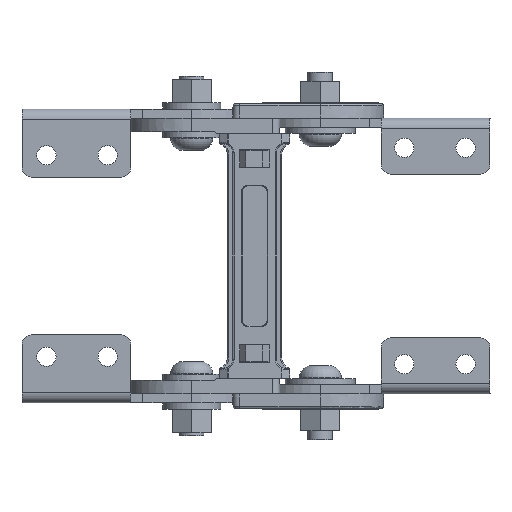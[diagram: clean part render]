
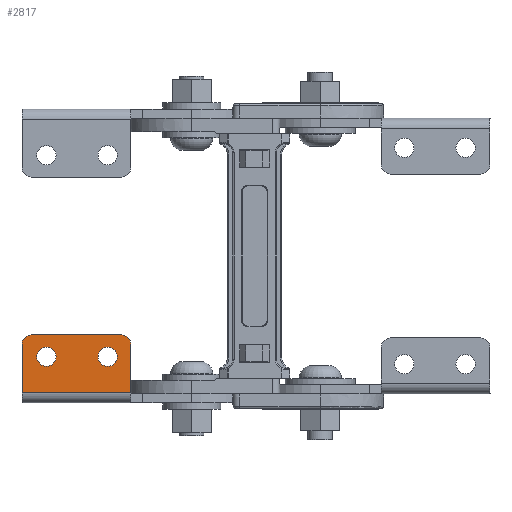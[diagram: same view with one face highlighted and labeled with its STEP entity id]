
A CAD part, front view. The second image highlights one B-rep face of the part: STEP entity #2817.
In plain terms, the highlighted planar face has unit normal (0, -1, 0).
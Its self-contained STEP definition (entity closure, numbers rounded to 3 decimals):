
#329 = ORIENTED_EDGE ( 'NONE', *, *, #27633, .F. ) ;
#858 = DIRECTION ( 'NONE',  ( 1., 0., 0. ) ) ;
#2240 = EDGE_CURVE ( 'NONE', #23534, #3938, #5995, .T. ) ;
#2622 = ORIENTED_EDGE ( 'NONE', *, *, #11501, .F. ) ;
#2630 = CARTESIAN_POINT ( 'NONE',  ( -106.656, -19.759, 31.409 ) ) ;
#2751 = VERTEX_POINT ( 'NONE', #8563 ) ;
#2817 = ADVANCED_FACE ( 'NONE', ( #8166, #25660, #43222 ), #13430, .F. ) ;
#2912 = CIRCLE ( 'NONE', #27370, 3.15 ) ;
#3072 = VECTOR ( 'NONE', #34163, 1000. ) ;
#3733 = ORIENTED_EDGE ( 'NONE', *, *, #6717, .T. ) ;
#3938 = VERTEX_POINT ( 'NONE', #11297 ) ;
#4385 = EDGE_LOOP ( 'NONE', ( #3733, #32112 ) ) ;
#5026 = ORIENTED_EDGE ( 'NONE', *, *, #6182, .T. ) ;
#5995 = CIRCLE ( 'NONE', #22255, 3.15 ) ;
#6182 = EDGE_CURVE ( 'NONE', #32256, #2751, #24388, .T. ) ;
#6598 = CARTESIAN_POINT ( 'NONE',  ( -126.656, -19.759, 31.409 ) ) ;
#6717 = EDGE_CURVE ( 'NONE', #30526, #25596, #42475, .T. ) ;
#7188 = CARTESIAN_POINT ( 'NONE',  ( -103.506, -19.759, 31.409 ) ) ;
#7285 = EDGE_CURVE ( 'NONE', #3938, #23534, #2912, .T. ) ;
#7427 = CARTESIAN_POINT ( 'NONE',  ( -131.656, -19.759, 35.559 ) ) ;
#7770 = ORIENTED_EDGE ( 'NONE', *, *, #7285, .T. ) ;
#8166 = FACE_BOUND ( 'NONE', #4385, .T. ) ;
#8422 = CARTESIAN_POINT ( 'NONE',  ( -99.156, -19.759, 35.559 ) ) ;
#8479 = AXIS2_PLACEMENT_3D ( 'NONE', #41340, #37500, #16347 ) ;
#8563 = CARTESIAN_POINT ( 'NONE',  ( -134.656, -19.759, 35.559 ) ) ;
#8575 = LINE ( 'NONE', #26443, #44717 ) ;
#8970 = CARTESIAN_POINT ( 'NONE',  ( -106.656, -19.759, 31.409 ) ) ;
#10128 = ORIENTED_EDGE ( 'NONE', *, *, #10475, .T. ) ;
#10475 = EDGE_CURVE ( 'NONE', #28751, #19353, #41636, .T. ) ;
#10884 = VECTOR ( 'NONE', #38683, 1000. ) ;
#11297 = CARTESIAN_POINT ( 'NONE',  ( -123.506, -19.759, 31.409 ) ) ;
#11501 = EDGE_CURVE ( 'NONE', #32344, #2751, #31699, .T. ) ;
#11526 = DIRECTION ( 'NONE',  ( 1., 0., 0. ) ) ;
#11956 = CIRCLE ( 'NONE', #30901, 3.15 ) ;
#12202 = ORIENTED_EDGE ( 'NONE', *, *, #18270, .F. ) ;
#12516 = DIRECTION ( 'NONE',  ( 0., 0., -1. ) ) ;
#13331 = CARTESIAN_POINT ( 'NONE',  ( -99.156, -19.759, 19.8 ) ) ;
#13430 = PLANE ( 'NONE',  #8479 ) ;
#14017 = CARTESIAN_POINT ( 'NONE',  ( -134.656, -19.759, 10.606 ) ) ;
#15015 = AXIS2_PLACEMENT_3D ( 'NONE', #7427, #24855, #28275 ) ;
#16347 = DIRECTION ( 'NONE',  ( 1., 0., 0. ) ) ;
#17119 = CARTESIAN_POINT ( 'NONE',  ( -102.156, -19.759, 38.559 ) ) ;
#18270 = EDGE_CURVE ( 'NONE', #32256, #19353, #25130, .T. ) ;
#19129 = VECTOR ( 'NONE', #38171, 1000. ) ;
#19353 = VERTEX_POINT ( 'NONE', #17119 ) ;
#19534 = DIRECTION ( 'NONE',  ( 0., 1., 0. ) ) ;
#21800 = CARTESIAN_POINT ( 'NONE',  ( -102.156, -19.759, 35.559 ) ) ;
#22255 = AXIS2_PLACEMENT_3D ( 'NONE', #35889, #36345, #11526 ) ;
#23534 = VERTEX_POINT ( 'NONE', #24816 ) ;
#23740 = DIRECTION ( 'NONE',  ( 0., 1., 0. ) ) ;
#24388 = CIRCLE ( 'NONE', #15015, 3. ) ;
#24816 = CARTESIAN_POINT ( 'NONE',  ( -129.806, -19.759, 31.409 ) ) ;
#24855 = DIRECTION ( 'NONE',  ( 0., -1., 0. ) ) ;
#25130 = LINE ( 'NONE', #34631, #19129 ) ;
#25596 = VERTEX_POINT ( 'NONE', #40193 ) ;
#25660 = FACE_BOUND ( 'NONE', #37819, .T. ) ;
#26379 = CARTESIAN_POINT ( 'NONE',  ( -131.656, -19.759, 38.559 ) ) ;
#26443 = CARTESIAN_POINT ( 'NONE',  ( -99.156, -19.759, 38.559 ) ) ;
#27037 = AXIS2_PLACEMENT_3D ( 'NONE', #2630, #27147, #37734 ) ;
#27060 = ORIENTED_EDGE ( 'NONE', *, *, #2240, .T. ) ;
#27147 = DIRECTION ( 'NONE',  ( 0., 1., 0. ) ) ;
#27370 = AXIS2_PLACEMENT_3D ( 'NONE', #6598, #23740, #27587 ) ;
#27495 = EDGE_CURVE ( 'NONE', #32344, #29331, #38164, .T. ) ;
#27587 = DIRECTION ( 'NONE',  ( 1., 0., 0. ) ) ;
#27633 = EDGE_CURVE ( 'NONE', #28751, #29331, #8575, .T. ) ;
#28246 = CARTESIAN_POINT ( 'NONE',  ( -134.656, -19.759, 19.8 ) ) ;
#28275 = DIRECTION ( 'NONE',  ( 1., 0., 0. ) ) ;
#28751 = VERTEX_POINT ( 'NONE', #8422 ) ;
#29331 = VERTEX_POINT ( 'NONE', #13331 ) ;
#30526 = VERTEX_POINT ( 'NONE', #7188 ) ;
#30778 = CARTESIAN_POINT ( 'NONE',  ( -79.156, -19.759, 19.8 ) ) ;
#30901 = AXIS2_PLACEMENT_3D ( 'NONE', #8970, #19534, #43727 ) ;
#31699 = LINE ( 'NONE', #14017, #10884 ) ;
#32112 = ORIENTED_EDGE ( 'NONE', *, *, #37315, .T. ) ;
#32256 = VERTEX_POINT ( 'NONE', #26379 ) ;
#32344 = VERTEX_POINT ( 'NONE', #28246 ) ;
#34163 = DIRECTION ( 'NONE',  ( 1., 0., 0. ) ) ;
#34631 = CARTESIAN_POINT ( 'NONE',  ( -134.656, -19.759, 38.559 ) ) ;
#35889 = CARTESIAN_POINT ( 'NONE',  ( -126.656, -19.759, 31.409 ) ) ;
#36345 = DIRECTION ( 'NONE',  ( 0., 1., 0. ) ) ;
#36576 = ORIENTED_EDGE ( 'NONE', *, *, #27495, .T. ) ;
#37188 = EDGE_LOOP ( 'NONE', ( #329, #10128, #12202, #5026, #2622, #36576 ) ) ;
#37315 = EDGE_CURVE ( 'NONE', #25596, #30526, #11956, .T. ) ;
#37500 = DIRECTION ( 'NONE',  ( 0., 1., 0. ) ) ;
#37734 = DIRECTION ( 'NONE',  ( 1., 0., 0. ) ) ;
#37819 = EDGE_LOOP ( 'NONE', ( #7770, #27060 ) ) ;
#38164 = LINE ( 'NONE', #30778, #3072 ) ;
#38171 = DIRECTION ( 'NONE',  ( 1., 0., 0. ) ) ;
#38683 = DIRECTION ( 'NONE',  ( 0., 0., 1. ) ) ;
#39037 = AXIS2_PLACEMENT_3D ( 'NONE', #21800, #39761, #858 ) ;
#39761 = DIRECTION ( 'NONE',  ( 0., -1., 0. ) ) ;
#40193 = CARTESIAN_POINT ( 'NONE',  ( -109.806, -19.759, 31.409 ) ) ;
#41340 = CARTESIAN_POINT ( 'NONE',  ( -79.156, -19.759, 1.059 ) ) ;
#41636 = CIRCLE ( 'NONE', #39037, 3. ) ;
#42475 = CIRCLE ( 'NONE', #27037, 3.15 ) ;
#43222 = FACE_OUTER_BOUND ( 'NONE', #37188, .T. ) ;
#43727 = DIRECTION ( 'NONE',  ( 1., 0., 0. ) ) ;
#44717 = VECTOR ( 'NONE', #12516, 1000. ) ;
